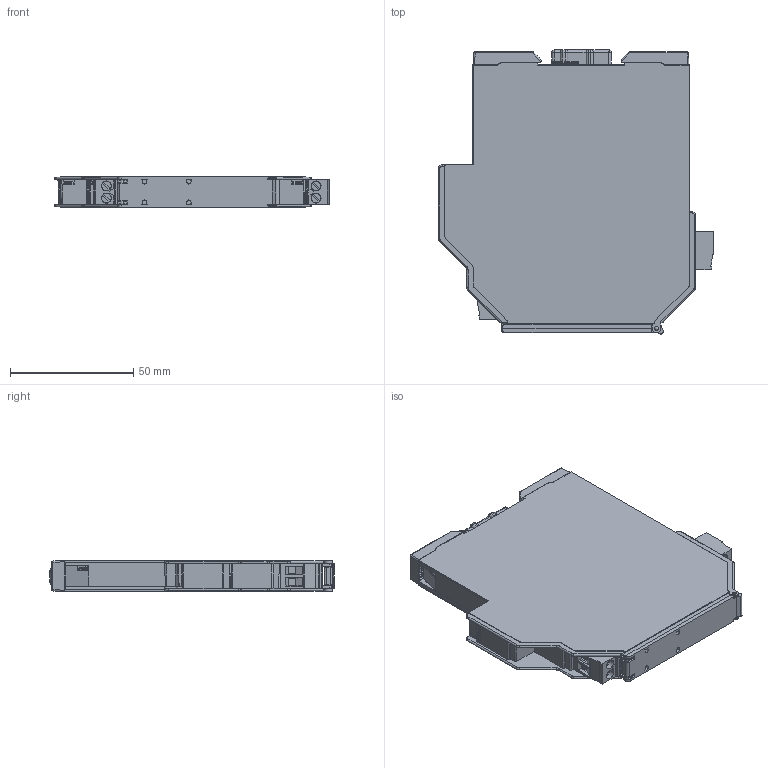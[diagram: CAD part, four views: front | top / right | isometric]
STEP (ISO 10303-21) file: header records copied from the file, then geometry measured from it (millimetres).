
FILE_DESCRIPTION((''),'2;1');
FILE_NAME('CAD-8038_ASM','2021-10-18T13:55:17',('creinig-se'),(''),'CREO PARAMETRIC BY PTC INC, 2019292','CREO PARAMETRIC BY PTC INC, 2019292','');
FILE_SCHEMA(('CONFIG_CONTROL_DESIGN','SHAPE_APPEARANCE_LAYERS_GROUPS'));
Products named in the file (5): CAD-8035_SW0001_TEILW; CAD-8035_KC_SLIDER; CAD-8035_MSTBT_ST-SO-BLUE; CAD-8035_MSTBT_ST-SO-PF-GREEN; CAD-8038_ASM
Assembly tree (5 placements, depth 2):
  CAD-8038_ASM
    CAD-8035_SW0001_TEILW
    CAD-8035_KC_SLIDER  x2
    CAD-8035_MSTBT_ST-SO-BLUE
    CAD-8035_MSTBT_ST-SO-PF-GREEN
Bounding box: 111.65 x 115.32 x 12.5 mm (x, y, z)
Volume: 122629.4 mm3; surface area: 38641.3 mm2
Topology: 6 solids, 6 shells, 1566 faces, 4398 edges, 2821 vertices
Faces by surface type: plane 1054, cylinder 400, cone 32, bspline 30, torus 26, sphere 24
Entity records: 57901 total; most frequent: CARTESIAN_POINT 12960, ORIENTED_EDGE 8232, DIRECTION 7020, EDGE_CURVE 4116, VECTOR 3060, LINE 3060, VERTEX_POINT 2656, AXIS2_PLACEMENT_3D 1980
